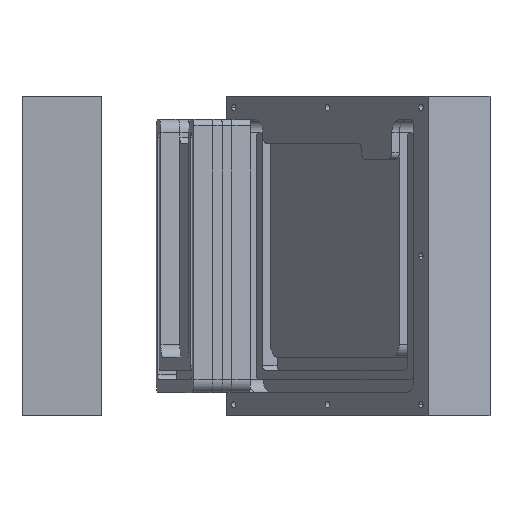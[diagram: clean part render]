
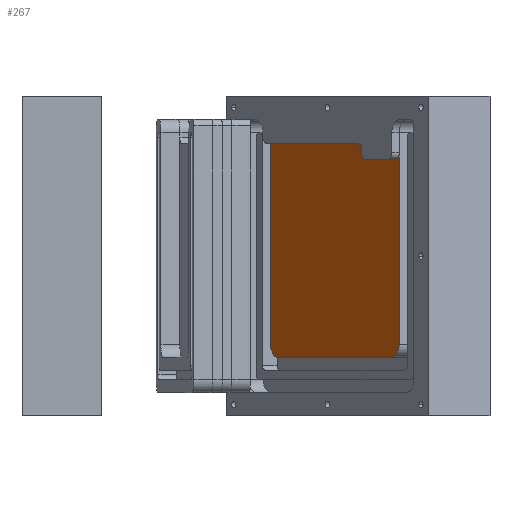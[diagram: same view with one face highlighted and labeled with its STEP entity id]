
A CAD part, front view. The second image highlights one B-rep face of the part: STEP entity #267.
In plain terms, the highlighted planar face has unit normal (-0.776, -0.63, 0).
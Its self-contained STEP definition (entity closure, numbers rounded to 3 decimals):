
#267=ADVANCED_FACE('',(#523),#3880,.T.);
#523=FACE_OUTER_BOUND('',#791,.T.);
#791=EDGE_LOOP('',(#1693,#1694,#1695,#1696,#1697,#1698,#1699,#1700,#1701,
#1702,#1703,#1704));
#1693=ORIENTED_EDGE('',*,*,#2543,.T.);
#1694=ORIENTED_EDGE('',*,*,#2500,.T.);
#1695=ORIENTED_EDGE('',*,*,#2544,.T.);
#1696=ORIENTED_EDGE('',*,*,#2505,.T.);
#1697=ORIENTED_EDGE('',*,*,#2545,.T.);
#1698=ORIENTED_EDGE('',*,*,#2447,.F.);
#1699=ORIENTED_EDGE('',*,*,#2444,.F.);
#1700=ORIENTED_EDGE('',*,*,#2442,.F.);
#1701=ORIENTED_EDGE('',*,*,#2439,.F.);
#1702=ORIENTED_EDGE('',*,*,#2437,.F.);
#1703=ORIENTED_EDGE('',*,*,#2434,.F.);
#1704=ORIENTED_EDGE('',*,*,#2431,.F.);
#2431=EDGE_CURVE('',#3555,#3554,#3051,.T.);
#2434=EDGE_CURVE('',#3554,#3556,#3054,.T.);
#2437=EDGE_CURVE('',#3556,#3557,#3057,.T.);
#2439=EDGE_CURVE('',#3557,#3558,#3059,.T.);
#2442=EDGE_CURVE('',#3558,#3559,#3062,.T.);
#2444=EDGE_CURVE('',#3559,#3560,#3064,.T.);
#2447=EDGE_CURVE('',#3560,#3561,#3067,.T.);
#2500=EDGE_CURVE('',#3602,#3603,#3120,.T.);
#2505=EDGE_CURVE('',#3604,#3605,#3125,.T.);
#2543=EDGE_CURVE('',#3555,#3602,#3163,.T.);
#2544=EDGE_CURVE('',#3603,#3604,#3164,.T.);
#2545=EDGE_CURVE('',#3605,#3561,#3165,.T.);
#3051=(
BOUNDED_CURVE()
B_SPLINE_CURVE(2,(#5801,#5802,#5803),.UNSPECIFIED.,.F.,.F.)
B_SPLINE_CURVE_WITH_KNOTS((3,3),(-635.065,-628.781),
 .UNSPECIFIED.)
CURVE()
GEOMETRIC_REPRESENTATION_ITEM()
RATIONAL_B_SPLINE_CURVE((1.,0.707,1.))
REPRESENTATION_ITEM('')
);
#3054=(
BOUNDED_CURVE()
B_SPLINE_CURVE(2,(#5808,#5809,#5810),.UNSPECIFIED.,.F.,.F.)
B_SPLINE_CURVE_WITH_KNOTS((3,3),(-628.781,-538.781),
 .UNSPECIFIED.)
CURVE()
GEOMETRIC_REPRESENTATION_ITEM()
RATIONAL_B_SPLINE_CURVE((1.,1.,1.))
REPRESENTATION_ITEM('')
);
#3057=(
BOUNDED_CURVE()
B_SPLINE_CURVE(2,(#5816,#5817,#5818),.UNSPECIFIED.,.F.,.F.)
B_SPLINE_CURVE_WITH_KNOTS((3,3),(-538.781,-532.498),
 .UNSPECIFIED.)
CURVE()
GEOMETRIC_REPRESENTATION_ITEM()
RATIONAL_B_SPLINE_CURVE((1.,0.707,1.))
REPRESENTATION_ITEM('')
);
#3059=(
BOUNDED_CURVE()
B_SPLINE_CURVE(2,(#5821,#5822,#5823),.UNSPECIFIED.,.F.,.F.)
B_SPLINE_CURVE_WITH_KNOTS((3,3),(-532.498,-530.498),
 .UNSPECIFIED.)
CURVE()
GEOMETRIC_REPRESENTATION_ITEM()
RATIONAL_B_SPLINE_CURVE((1.,1.,1.))
REPRESENTATION_ITEM('')
);
#3062=(
BOUNDED_CURVE()
B_SPLINE_CURVE(2,(#5829,#5830,#5831),.UNSPECIFIED.,.F.,.F.)
B_SPLINE_CURVE_WITH_KNOTS((3,3),(-530.498,-524.215),
 .UNSPECIFIED.)
CURVE()
GEOMETRIC_REPRESENTATION_ITEM()
RATIONAL_B_SPLINE_CURVE((1.,0.707,1.))
REPRESENTATION_ITEM('')
);
#3064=(
BOUNDED_CURVE()
B_SPLINE_CURVE(2,(#5834,#5835,#5836),.UNSPECIFIED.,.F.,.F.)
B_SPLINE_CURVE_WITH_KNOTS((3,3),(-524.215,-502.215),
 .UNSPECIFIED.)
CURVE()
GEOMETRIC_REPRESENTATION_ITEM()
RATIONAL_B_SPLINE_CURVE((1.,1.,1.))
REPRESENTATION_ITEM('')
);
#3067=(
BOUNDED_CURVE()
B_SPLINE_CURVE(2,(#5842,#5843,#5844),.UNSPECIFIED.,.F.,.F.)
B_SPLINE_CURVE_WITH_KNOTS((3,3),(-502.215,-495.932),
 .UNSPECIFIED.)
CURVE()
GEOMETRIC_REPRESENTATION_ITEM()
RATIONAL_B_SPLINE_CURVE((1.,0.707,1.))
REPRESENTATION_ITEM('')
);
#3120=(
BOUNDED_CURVE()
B_SPLINE_CURVE(2,(#5978,#5979,#5980),.UNSPECIFIED.,.F.,.F.)
B_SPLINE_CURVE_WITH_KNOTS((3,3),(-835.623,-823.057),
 .UNSPECIFIED.)
CURVE()
GEOMETRIC_REPRESENTATION_ITEM()
RATIONAL_B_SPLINE_CURVE((1.,0.707,1.))
REPRESENTATION_ITEM('')
);
#3125=(
BOUNDED_CURVE()
B_SPLINE_CURVE(2,(#5991,#5992,#5993),.UNSPECIFIED.,.F.,.F.)
B_SPLINE_CURVE_WITH_KNOTS((3,3),(-711.057,-698.49),
 .UNSPECIFIED.)
CURVE()
GEOMETRIC_REPRESENTATION_ITEM()
RATIONAL_B_SPLINE_CURVE((1.,0.707,1.))
REPRESENTATION_ITEM('')
);
#3163=(
BOUNDED_CURVE()
B_SPLINE_CURVE(2,(#6098,#6099,#6100),.UNSPECIFIED.,.F.,.F.)
B_SPLINE_CURVE_WITH_KNOTS((3,3),(-958.643,-835.623),
 .UNSPECIFIED.)
CURVE()
GEOMETRIC_REPRESENTATION_ITEM()
RATIONAL_B_SPLINE_CURVE((1.,1.,1.))
REPRESENTATION_ITEM('')
);
#3164=(
BOUNDED_CURVE()
B_SPLINE_CURVE(2,(#6101,#6102,#6103),.UNSPECIFIED.,.F.,.F.)
B_SPLINE_CURVE_WITH_KNOTS((3,3),(-823.057,-711.057),
 .UNSPECIFIED.)
CURVE()
GEOMETRIC_REPRESENTATION_ITEM()
RATIONAL_B_SPLINE_CURVE((1.,1.,1.))
REPRESENTATION_ITEM('')
);
#3165=(
BOUNDED_CURVE()
B_SPLINE_CURVE(2,(#6104,#6105,#6106),.UNSPECIFIED.,.F.,.F.)
B_SPLINE_CURVE_WITH_KNOTS((3,3),(-698.49,-692.047),
 .UNSPECIFIED.)
CURVE()
GEOMETRIC_REPRESENTATION_ITEM()
RATIONAL_B_SPLINE_CURVE((1.,1.,1.))
REPRESENTATION_ITEM('')
);
#3554=VERTEX_POINT('',#5656);
#3555=VERTEX_POINT('',#5657);
#3556=VERTEX_POINT('',#5658);
#3557=VERTEX_POINT('',#5659);
#3558=VERTEX_POINT('',#5660);
#3559=VERTEX_POINT('',#5661);
#3560=VERTEX_POINT('',#5662);
#3561=VERTEX_POINT('',#5663);
#3602=VERTEX_POINT('',#5704);
#3603=VERTEX_POINT('',#5705);
#3604=VERTEX_POINT('',#5706);
#3605=VERTEX_POINT('',#5707);
#3880=PLANE('',#4296);
#4296=AXIS2_PLACEMENT_3D('',#5623,#4556,$);
#4556=DIRECTION('',(-0.776,-0.63,0.));
#5623=CARTESIAN_POINT('',(78.092,308.584,266.09));
#5656=CARTESIAN_POINT('',(108.029,271.706,229.715));
#5657=CARTESIAN_POINT('',(105.508,274.812,233.715));
#5658=CARTESIAN_POINT('',(164.753,201.832,229.715));
#5659=CARTESIAN_POINT('',(167.274,198.726,225.715));
#5660=CARTESIAN_POINT('',(167.274,198.726,223.715));
#5661=CARTESIAN_POINT('',(169.795,195.621,219.715));
#5662=CARTESIAN_POINT('',(183.661,178.54,219.715));
#5663=CARTESIAN_POINT('',(186.182,175.435,223.715));
#5704=CARTESIAN_POINT('',(105.508,274.812,103.715));
#5705=CARTESIAN_POINT('',(110.55,268.601,95.715));
#5706=CARTESIAN_POINT('',(181.14,181.646,95.715));
#5707=CARTESIAN_POINT('',(186.182,175.435,103.715));
#5801=CARTESIAN_POINT('',(105.508,274.812,233.715));
#5802=CARTESIAN_POINT('',(105.508,274.812,229.715));
#5803=CARTESIAN_POINT('',(108.029,271.706,229.715));
#5808=CARTESIAN_POINT('',(108.029,271.706,229.715));
#5809=CARTESIAN_POINT('',(136.391,236.769,229.715));
#5810=CARTESIAN_POINT('',(164.753,201.832,229.715));
#5816=CARTESIAN_POINT('',(164.753,201.832,229.715));
#5817=CARTESIAN_POINT('',(167.274,198.726,229.715));
#5818=CARTESIAN_POINT('',(167.274,198.726,225.715));
#5821=CARTESIAN_POINT('',(167.274,198.726,225.715));
#5822=CARTESIAN_POINT('',(167.274,198.726,224.715));
#5823=CARTESIAN_POINT('',(167.274,198.726,223.715));
#5829=CARTESIAN_POINT('',(167.274,198.726,223.715));
#5830=CARTESIAN_POINT('',(167.274,198.726,219.715));
#5831=CARTESIAN_POINT('',(169.795,195.621,219.715));
#5834=CARTESIAN_POINT('',(169.795,195.621,219.715));
#5835=CARTESIAN_POINT('',(176.728,187.08,219.715));
#5836=CARTESIAN_POINT('',(183.661,178.54,219.715));
#5842=CARTESIAN_POINT('',(183.661,178.54,219.715));
#5843=CARTESIAN_POINT('',(186.182,175.435,219.715));
#5844=CARTESIAN_POINT('',(186.182,175.435,223.715));
#5978=CARTESIAN_POINT('',(105.508,274.812,103.715));
#5979=CARTESIAN_POINT('',(105.508,274.812,95.715));
#5980=CARTESIAN_POINT('',(110.55,268.601,95.715));
#5991=CARTESIAN_POINT('',(181.14,181.646,95.715));
#5992=CARTESIAN_POINT('',(186.182,175.435,95.715));
#5993=CARTESIAN_POINT('',(186.182,175.435,103.715));
#6098=CARTESIAN_POINT('',(105.508,274.812,233.715));
#6099=CARTESIAN_POINT('',(105.508,274.812,168.715));
#6100=CARTESIAN_POINT('',(105.508,274.812,103.715));
#6101=CARTESIAN_POINT('',(110.55,268.601,95.715));
#6102=CARTESIAN_POINT('',(145.845,225.123,95.715));
#6103=CARTESIAN_POINT('',(181.14,181.646,95.715));
#6104=CARTESIAN_POINT('',(186.182,175.435,103.715));
#6105=CARTESIAN_POINT('',(186.182,175.435,163.715));
#6106=CARTESIAN_POINT('',(186.182,175.435,223.715));
